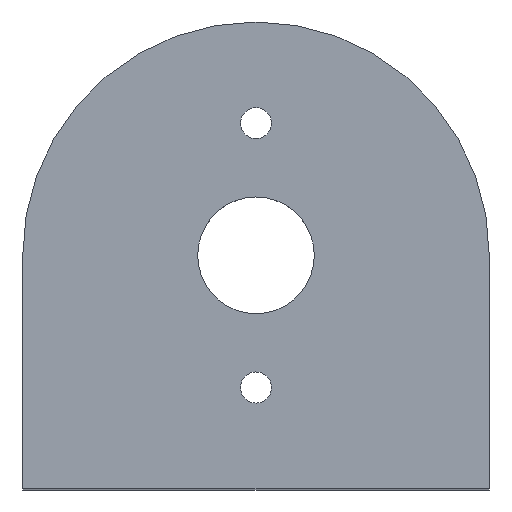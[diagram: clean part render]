
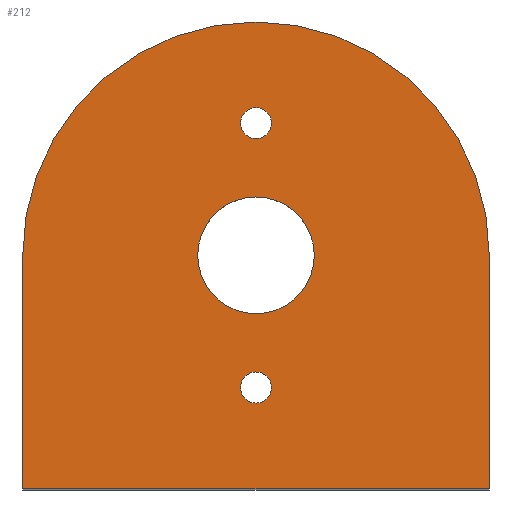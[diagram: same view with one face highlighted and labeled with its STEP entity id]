
A CAD part, top view. The second image highlights one B-rep face of the part: STEP entity #212.
In plain terms, the highlighted planar face has unit normal (0, 0, 1).
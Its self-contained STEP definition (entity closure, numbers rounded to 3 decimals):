
#18=FACE_BOUND('',#52,.T.);
#19=FACE_BOUND('',#53,.T.);
#20=FACE_BOUND('',#54,.T.);
#26=PLANE('',#256);
#37=FACE_OUTER_BOUND('',#51,.T.);
#51=EDGE_LOOP('',(#183,#184,#185,#186));
#52=EDGE_LOOP('',(#187,#188));
#53=EDGE_LOOP('',(#189,#190));
#54=EDGE_LOOP('',(#191,#192));
#63=LINE('',#361,#77);
#66=LINE('',#367,#80);
#69=LINE('',#373,#83);
#77=VECTOR('',#300,10.);
#80=VECTOR('',#305,10.);
#83=VECTOR('',#310,10.);
#85=CIRCLE('',#235,1.);
#86=CIRCLE('',#236,1.);
#88=CIRCLE('',#239,3.75);
#89=CIRCLE('',#240,3.75);
#91=CIRCLE('',#243,1.);
#92=CIRCLE('',#244,1.);
#97=CIRCLE('',#255,15.);
#98=VERTEX_POINT('',#324);
#99=VERTEX_POINT('',#325);
#101=VERTEX_POINT('',#332);
#102=VERTEX_POINT('',#333);
#104=VERTEX_POINT('',#340);
#105=VERTEX_POINT('',#341);
#111=VERTEX_POINT('',#358);
#112=VERTEX_POINT('',#360);
#114=VERTEX_POINT('',#366);
#116=VERTEX_POINT('',#372);
#117=EDGE_CURVE('',#98,#99,#85,.T.);
#118=EDGE_CURVE('',#99,#98,#86,.T.);
#121=EDGE_CURVE('',#101,#102,#88,.T.);
#122=EDGE_CURVE('',#102,#101,#89,.T.);
#125=EDGE_CURVE('',#104,#105,#91,.T.);
#126=EDGE_CURVE('',#105,#104,#92,.T.);
#134=EDGE_CURVE('',#112,#111,#63,.T.);
#137=EDGE_CURVE('',#114,#112,#66,.T.);
#140=EDGE_CURVE('',#116,#114,#69,.T.);
#143=EDGE_CURVE('',#111,#116,#97,.T.);
#183=ORIENTED_EDGE('',*,*,#143,.T.);
#184=ORIENTED_EDGE('',*,*,#140,.T.);
#185=ORIENTED_EDGE('',*,*,#137,.T.);
#186=ORIENTED_EDGE('',*,*,#134,.T.);
#187=ORIENTED_EDGE('',*,*,#117,.T.);
#188=ORIENTED_EDGE('',*,*,#118,.T.);
#189=ORIENTED_EDGE('',*,*,#121,.T.);
#190=ORIENTED_EDGE('',*,*,#122,.T.);
#191=ORIENTED_EDGE('',*,*,#125,.T.);
#192=ORIENTED_EDGE('',*,*,#126,.T.);
#212=ADVANCED_FACE('',(#37,#18,#19,#20),#26,.T.);
#235=AXIS2_PLACEMENT_3D('',#326,#262,#263);
#236=AXIS2_PLACEMENT_3D('',#327,#264,#265);
#239=AXIS2_PLACEMENT_3D('',#334,#271,#272);
#240=AXIS2_PLACEMENT_3D('',#335,#273,#274);
#243=AXIS2_PLACEMENT_3D('',#342,#280,#281);
#244=AXIS2_PLACEMENT_3D('',#343,#282,#283);
#255=AXIS2_PLACEMENT_3D('',#377,#316,#317);
#256=AXIS2_PLACEMENT_3D('',#378,#318,#319);
#262=DIRECTION('center_axis',(0.,0.,-1.));
#263=DIRECTION('ref_axis',(1.,0.,0.));
#264=DIRECTION('center_axis',(0.,0.,-1.));
#265=DIRECTION('ref_axis',(1.,0.,0.));
#271=DIRECTION('center_axis',(0.,0.,-1.));
#272=DIRECTION('ref_axis',(1.,0.,0.));
#273=DIRECTION('center_axis',(0.,0.,-1.));
#274=DIRECTION('ref_axis',(1.,0.,0.));
#280=DIRECTION('center_axis',(0.,0.,-1.));
#281=DIRECTION('ref_axis',(1.,0.,0.));
#282=DIRECTION('center_axis',(0.,0.,-1.));
#283=DIRECTION('ref_axis',(1.,0.,0.));
#300=DIRECTION('',(0.,1.,0.));
#305=DIRECTION('',(1.,0.,0.));
#310=DIRECTION('',(0.,-1.,0.));
#316=DIRECTION('center_axis',(0.,0.,1.));
#317=DIRECTION('ref_axis',(1.,0.,0.));
#318=DIRECTION('center_axis',(0.,0.,1.));
#319=DIRECTION('ref_axis',(1.,0.,0.));
#324=CARTESIAN_POINT('',(1.,6.5,50.));
#325=CARTESIAN_POINT('',(-1.,6.5,50.));
#326=CARTESIAN_POINT('Origin',(0.,6.5,50.));
#327=CARTESIAN_POINT('Origin',(0.,6.5,50.));
#332=CARTESIAN_POINT('',(3.75,15.,50.));
#333=CARTESIAN_POINT('',(-3.75,15.,50.));
#334=CARTESIAN_POINT('Origin',(0.,15.,50.));
#335=CARTESIAN_POINT('Origin',(0.,15.,50.));
#340=CARTESIAN_POINT('',(1.,23.5,50.));
#341=CARTESIAN_POINT('',(-1.,23.5,50.));
#342=CARTESIAN_POINT('Origin',(0.,23.5,50.));
#343=CARTESIAN_POINT('Origin',(0.,23.5,50.));
#358=CARTESIAN_POINT('',(15.,15.,50.));
#360=CARTESIAN_POINT('',(15.,0.,50.));
#361=CARTESIAN_POINT('',(15.,0.,50.));
#366=CARTESIAN_POINT('',(-15.,0.,50.));
#367=CARTESIAN_POINT('',(-15.,0.,50.));
#372=CARTESIAN_POINT('',(-15.,15.,50.));
#373=CARTESIAN_POINT('',(-15.,15.,50.));
#377=CARTESIAN_POINT('Origin',(0.,15.,50.));
#378=CARTESIAN_POINT('Origin',(0.,15.,50.));
